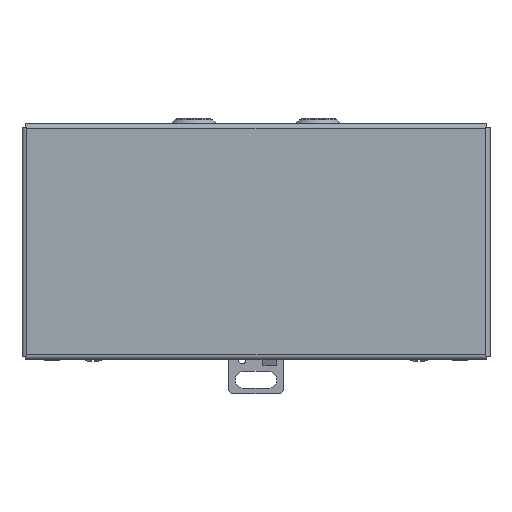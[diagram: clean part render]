
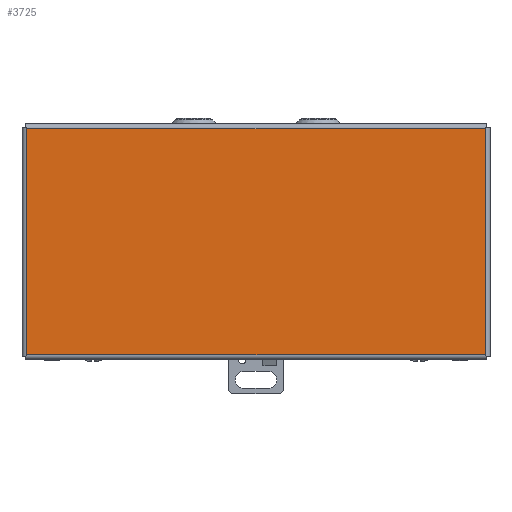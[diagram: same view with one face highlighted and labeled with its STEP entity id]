
A CAD part, top view. The second image highlights one B-rep face of the part: STEP entity #3725.
In plain terms, the highlighted planar face has unit normal (0, 0, 1).
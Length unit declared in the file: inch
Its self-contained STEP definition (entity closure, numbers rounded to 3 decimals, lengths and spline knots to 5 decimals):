
#205 = DIRECTION ( 'NONE',  ( -1., 0., 0. ) ) ;
#777 = CARTESIAN_POINT ( 'NONE',  ( 4.1585, -0.029, 4.0285 ) ) ;
#877 = ORIENTED_EDGE ( 'NONE', *, *, #6111, .F. ) ;
#879 = CARTESIAN_POINT ( 'NONE',  ( 4.1585, -0.029, 4.0285 ) ) ;
#899 = EDGE_CURVE ( 'NONE', #14428, #8523, #10570, .T. ) ;
#1805 = EDGE_LOOP ( 'NONE', ( #10077, #877, #14666, #3421 ) ) ;
#2042 = DIRECTION ( 'NONE',  ( -1., 0., 0. ) ) ;
#2501 = CARTESIAN_POINT ( 'NONE',  ( -4.1585, -0.029, 4.0285 ) ) ;
#2625 = VECTOR ( 'NONE', #13778, 39.37008 ) ;
#2627 = AXIS2_PLACEMENT_3D ( 'NONE', #777, #5587, #2042 ) ;
#3364 = EDGE_CURVE ( 'NONE', #14847, #12414, #14600, .T. ) ;
#3421 = ORIENTED_EDGE ( 'NONE', *, *, #5471, .F. ) ;
#3725 = ADVANCED_FACE ( 'NONE', ( #5510 ), #7960, .T. ) ;
#3758 = CARTESIAN_POINT ( 'NONE',  ( 4.1585, -4.135, 4.0285 ) ) ;
#5328 = VECTOR ( 'NONE', #13261, 39.37008 ) ;
#5471 = EDGE_CURVE ( 'NONE', #12414, #14428, #11573, .T. ) ;
#5510 = FACE_OUTER_BOUND ( 'NONE', #1805, .T. ) ;
#5587 = DIRECTION ( 'NONE',  ( 0., 0., 1. ) ) ;
#5673 = CARTESIAN_POINT ( 'NONE',  ( 4.1585, -0.029, 4.0285 ) ) ;
#5743 = CARTESIAN_POINT ( 'NONE',  ( -4.1585, -4.135, 4.0285 ) ) ;
#6111 = EDGE_CURVE ( 'NONE', #8523, #14847, #11032, .T. ) ;
#7566 = VECTOR ( 'NONE', #11767, 39.37008 ) ;
#7960 = PLANE ( 'NONE',  #2627 ) ;
#8523 = VERTEX_POINT ( 'NONE', #14099 ) ;
#9261 = CARTESIAN_POINT ( 'NONE',  ( -4.1585, -0.029, 4.0285 ) ) ;
#10077 = ORIENTED_EDGE ( 'NONE', *, *, #3364, .F. ) ;
#10570 = LINE ( 'NONE', #5673, #7566 ) ;
#11032 = LINE ( 'NONE', #3758, #13471 ) ;
#11573 = LINE ( 'NONE', #9261, #2625 ) ;
#11767 = DIRECTION ( 'NONE',  ( 0., -1., 0. ) ) ;
#12414 = VERTEX_POINT ( 'NONE', #2501 ) ;
#13261 = DIRECTION ( 'NONE',  ( 0., 1., 0. ) ) ;
#13471 = VECTOR ( 'NONE', #205, 39.37008 ) ;
#13778 = DIRECTION ( 'NONE',  ( 1., 0., 0. ) ) ;
#14099 = CARTESIAN_POINT ( 'NONE',  ( 4.1585, -4.135, 4.0285 ) ) ;
#14361 = CARTESIAN_POINT ( 'NONE',  ( -4.1585, -4.135, 4.0285 ) ) ;
#14428 = VERTEX_POINT ( 'NONE', #879 ) ;
#14600 = LINE ( 'NONE', #14361, #5328 ) ;
#14666 = ORIENTED_EDGE ( 'NONE', *, *, #899, .F. ) ;
#14847 = VERTEX_POINT ( 'NONE', #5743 ) ;
